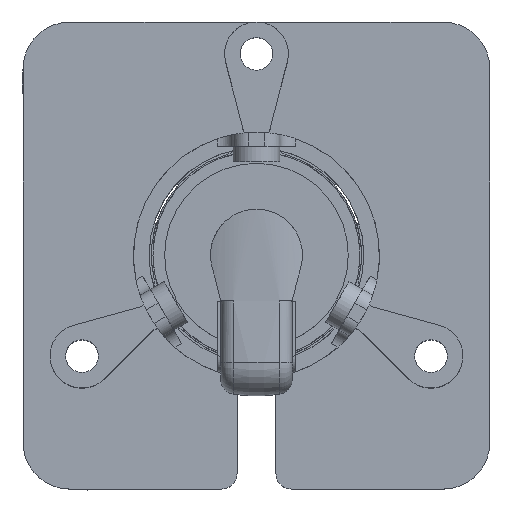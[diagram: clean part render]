
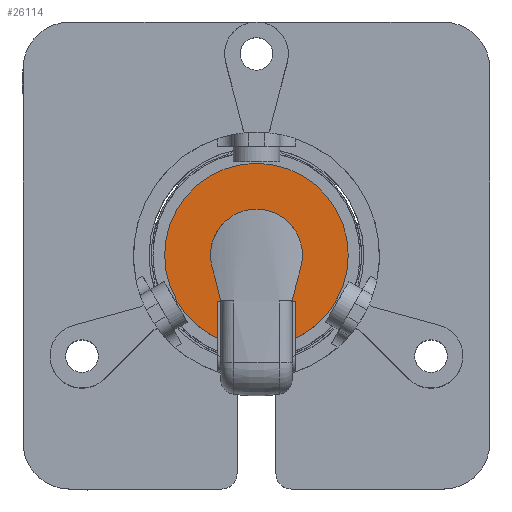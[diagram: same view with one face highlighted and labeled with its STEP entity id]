
A CAD part, top view. The second image highlights one B-rep face of the part: STEP entity #26114.
In plain terms, the highlighted planar face has unit normal (0, 0, 1).
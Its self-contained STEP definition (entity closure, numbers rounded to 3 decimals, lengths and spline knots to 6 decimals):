
#8389=ORIENTED_EDGE('',*,*,#15214,.F.);
#8390=ORIENTED_EDGE('',*,*,#15126,.F.);
#15126=EDGE_CURVE('',#18777,#18777,#21094,.F.);
#15214=EDGE_CURVE('',#18781,#18781,#21098,.T.);
#18777=VERTEX_POINT('',#43075);
#18781=VERTEX_POINT('',#44095);
#21094=CIRCLE('',#28777,0.0059);
#21098=CIRCLE('',#28785,0.002);
#22591=EDGE_LOOP('',(#8389));
#22592=EDGE_LOOP('',(#8390));
#24217=FACE_BOUND('',#22591,.T.);
#24218=FACE_BOUND('',#22592,.T.);
#25284=PLANE('',#28784);
#26114=ADVANCED_FACE('',(#24217,#24218),#25284,.T.);
#28777=AXIS2_PLACEMENT_3D('',#43074,#32818,#32819);
#28784=AXIS2_PLACEMENT_3D('',#44093,#32832,#32833);
#28785=AXIS2_PLACEMENT_3D('',#44094,#32834,#32835);
#32818=DIRECTION('',(0.,0.,1.));
#32819=DIRECTION('',(0.,-1.,0.));
#32832=DIRECTION('',(0.,0.,1.));
#32833=DIRECTION('',(1.,0.,0.));
#32834=DIRECTION('',(0.,0.,1.));
#32835=DIRECTION('',(0.,-1.,0.));
#43074=CARTESIAN_POINT('',(0.,0.,0.0179));
#43075=CARTESIAN_POINT('',(0.,-0.0059,0.0179));
#44093=CARTESIAN_POINT('',(0.,0.,0.0179));
#44094=CARTESIAN_POINT('',(0.,0.,0.0179));
#44095=CARTESIAN_POINT('',(0.,-0.002,0.0179));
